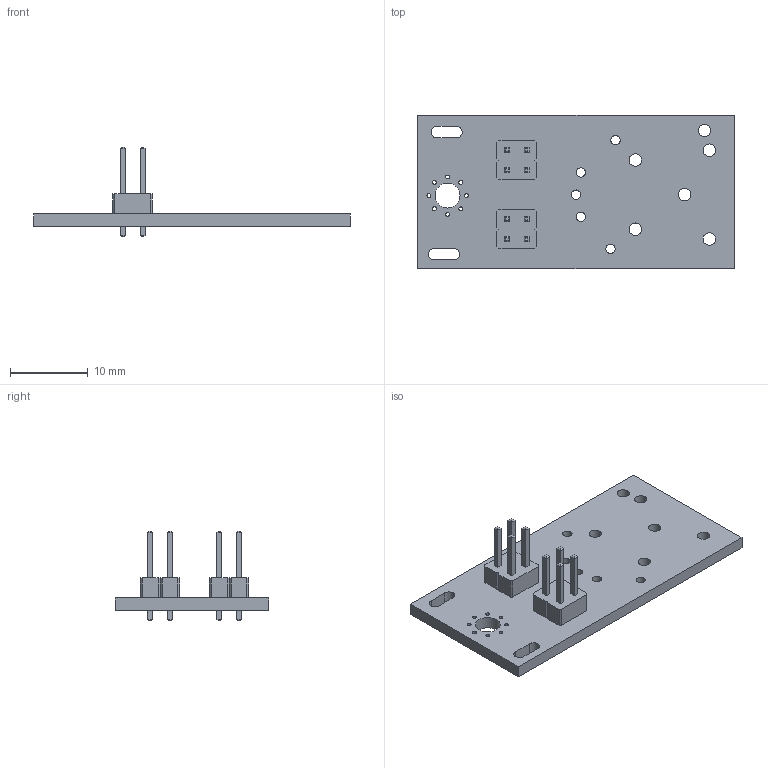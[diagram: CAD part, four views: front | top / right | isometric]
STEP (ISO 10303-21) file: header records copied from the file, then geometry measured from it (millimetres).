
FILE_DESCRIPTION(('KiCad electronic assembly'),'2;1');
FILE_NAME('COMBO-NCJ6FA-H.step','2020-09-29T23:24:28',('An Author'),( 'A Company'),'Open CASCADE STEP processor 6.9', 'KiCad to STEP converter','Unknown');
FILE_SCHEMA(('AUTOMOTIVE_DESIGN { 1 0 10303 214 1 1 1 1 }'));
Length unit declared in the file: millimetre
Products named in the file (4): Open CASCADE STEP translator 6.9 1; PinHeader_2x02_P2.54mm_Vertical; SOLID; COMPOUND
Assembly tree (4 placements, depth 3):
  Open CASCADE STEP translator 6.9 1
    PinHeader_2x02_P2.54mm_Vertical  x2
      SOLID
    COMPOUND
Bounding box: 40.64 x 19.73 x 11.54 mm (x, y, z)
Volume: 1370.3 mm3; surface area: 2277.8 mm2
Topology: 3 solids, 3 shells, 218 faces, 524 edges, 328 vertices
Faces by surface type: plane 186, cylinder 32
Full cylindrical faces by diameter (mm): 0.5 x8, 1 x8, 1.2 x5, 1.6 x6, 3.2 x1
Entity records: 9000 total; most frequent: CARTESIAN_POINT 1689, DIRECTION 1236, LINE 838, VECTOR 838, ORIENTED_EDGE 644, PCURVE 644, DEFINITIONAL_REPRESENTATION 644, EDGE_CURVE 322
